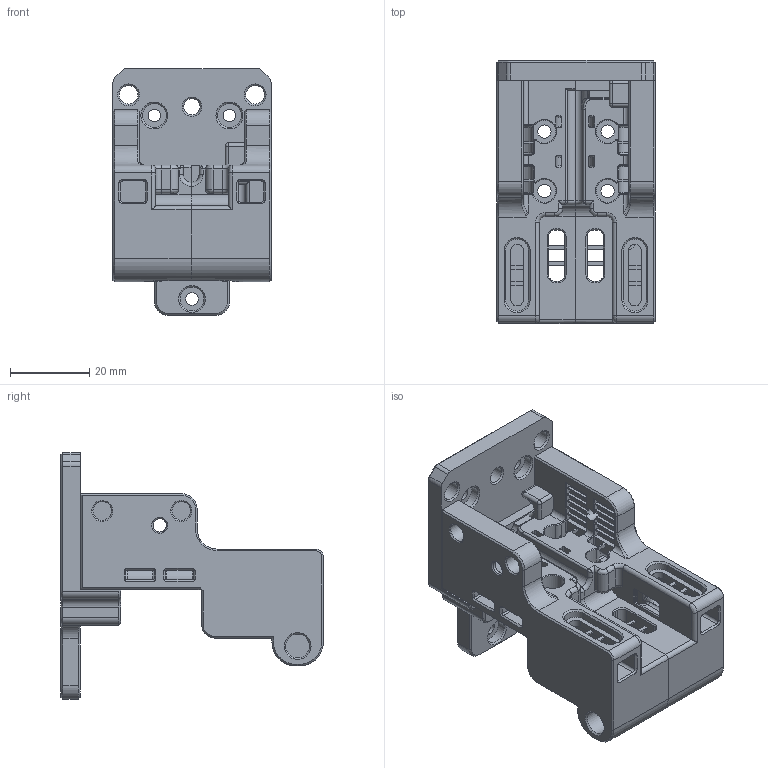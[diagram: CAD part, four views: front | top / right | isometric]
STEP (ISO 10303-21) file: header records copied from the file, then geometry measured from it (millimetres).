
FILE_DESCRIPTION(/* description */ (''),/* implementation_level */ '2;1');
FILE_NAME(/* name */ 'x_carriage_MGN9-H.step',/* time_stamp */ '2023-06-11T00:08:16+02:00',/* author */ (''),/* organization */ (''),/* preprocessor_version */ 'ST-DEVELOPER v19.2',/* originating_system */ 'Autodesk Translation Framework v12.6.0.85',/* authorisation */ '');
FILE_SCHEMA (('AUTOMOTIVE_DESIGN { 1 0 10303 214 3 1 1 }'));
Length unit declared in the file: millimetre
Products named in the file (2): Mammoth_V3_Print-Version-MGN9-H; Mammoth Printed Printhead
Assembly tree (1 placements, depth 2):
  Mammoth_V3_Print-Version-MGN9-H
    Mammoth Printed Printhead
Bounding box: 40 x 66.45 x 62.45 mm (x, y, z)
Volume: 43162.2 mm3; surface area: 26419.1 mm2
Topology: 3 solids, 4 shells, 1427 faces, 3756 edges, 2360 vertices
Faces by surface type: plane 862, cylinder 263, cone 165, bspline 88, torus 47, sphere 2
Full cylindrical faces by diameter (mm): 1.9 x2, 3.2 x6, 3.4 x12, 3.7 x1, 4 x1, 4.1 x1, 4.7 x10, 5.5 x2, 5.8 x2, 6 x6
Entity records: 46119 total; most frequent: CARTESIAN_POINT 9742, ORIENTED_EDGE 7498, DIRECTION 7030, EDGE_CURVE 3749, LINE 2742, VECTOR 2742, VERTEX_POINT 2360, AXIS2_PLACEMENT_3D 2144
